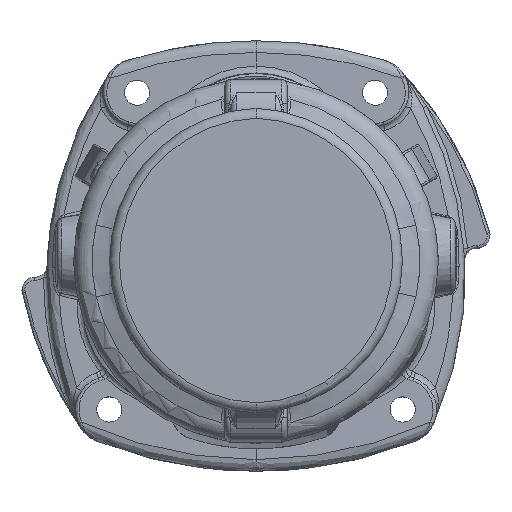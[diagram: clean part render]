
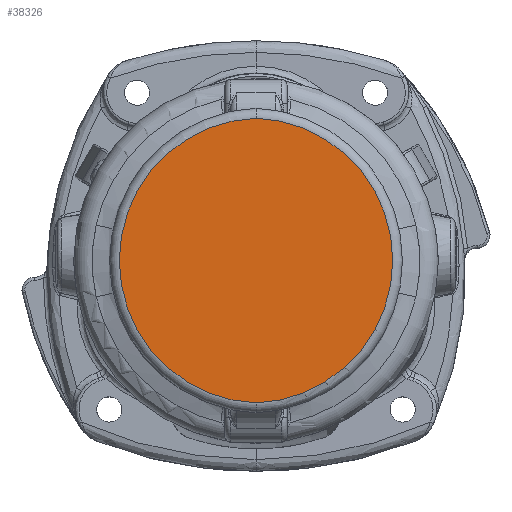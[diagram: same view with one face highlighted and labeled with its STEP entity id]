
A CAD part, top view. The second image highlights one B-rep face of the part: STEP entity #38326.
In plain terms, the highlighted face is planar.
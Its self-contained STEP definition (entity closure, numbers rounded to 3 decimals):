
#6863=PLANE('',#42792);
#10213=FACE_OUTER_BOUND('',#12795,.T.);
#12795=EDGE_LOOP('',(#35827,#35828));
#14364=CIRCLE('',#41079,73.5);
#15364=CIRCLE('',#42751,73.5);
#17512=VERTEX_POINT('',#93795);
#17513=VERTEX_POINT('',#93797);
#22243=EDGE_CURVE('',#17513,#17512,#14364,.T.);
#24360=EDGE_CURVE('',#17513,#17512,#15364,.T.);
#35827=ORIENTED_EDGE('',*,*,#24360,.F.);
#35828=ORIENTED_EDGE('',*,*,#22243,.T.);
#38326=ADVANCED_FACE('',(#10213),#6863,.T.);
#41079=AXIS2_PLACEMENT_3D('',#93798,#48957,#48958);
#42751=AXIS2_PLACEMENT_3D('',#107297,#52998,#52999);
#42792=AXIS2_PLACEMENT_3D('',#108531,#53087,#53088);
#48957=DIRECTION('center_axis',(0.,1.,0.));
#48958=DIRECTION('ref_axis',(1.,0.,0.));
#52998=DIRECTION('center_axis',(0.,-1.,0.));
#52999=DIRECTION('ref_axis',(1.,0.,0.));
#53087=DIRECTION('center_axis',(0.,1.,0.));
#53088=DIRECTION('ref_axis',(0.,0.,1.));
#93795=CARTESIAN_POINT('',(-73.439,173.5,0.));
#93797=CARTESIAN_POINT('',(73.439,173.5,0.));
#93798=CARTESIAN_POINT('Origin',(0.,173.5,3.));
#107297=CARTESIAN_POINT('Origin',(0.,173.5,-3.));
#108531=CARTESIAN_POINT('Origin',(73.5,173.5,-3.));
